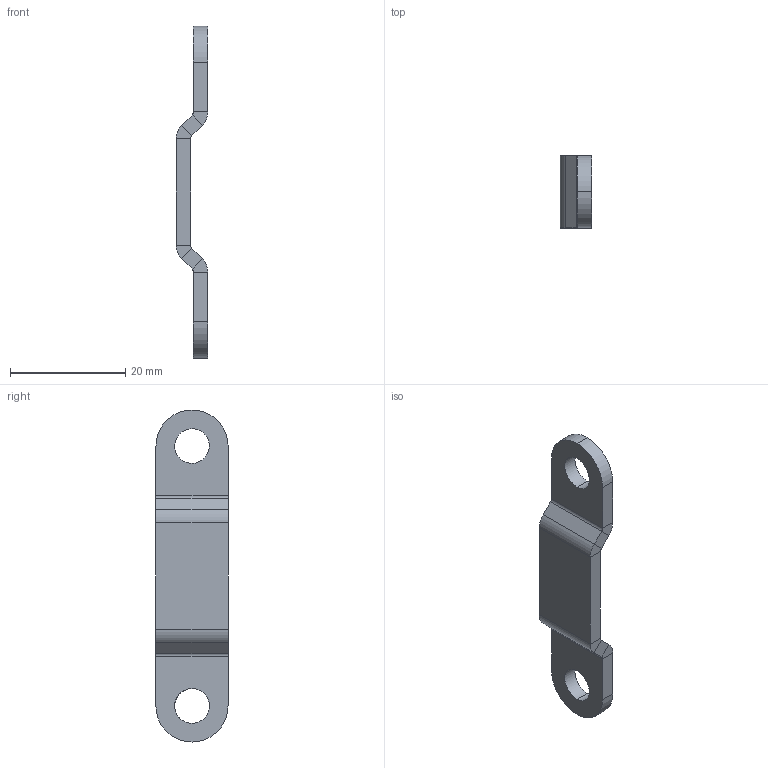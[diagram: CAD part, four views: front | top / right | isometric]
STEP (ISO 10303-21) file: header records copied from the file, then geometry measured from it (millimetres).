
FILE_DESCRIPTION(('CATIA V5 STEP Exchange'),'2;1');
FILE_NAME('Bielle.stp','2019-09-22T10:16:45+00:00',('none'),('none'),'Version 5-6 Release 2013','CATIA V5 STEP AP203','none');
FILE_SCHEMA(('CONFIG_CONTROL_DESIGN'));
Length unit declared in the file: millimetre
Products named in the file (1): Bielle
Bounding box: 5.5 x 12.5 x 57.5 mm (x, y, z)
Volume: 1638.7 mm3; surface area: 1739.1 mm2
Topology: 1 solids, 1 shells, 44 faces, 94 edges, 52 vertices
Faces by surface type: plane 28, cylinder 16
Entity records: 1358 total; most frequent: CARTESIAN_POINT 403, ORIENTED_EDGE 188, DIRECTION 169, EDGE_CURVE 94, AXIS2_PLACEMENT_3D 64, VECTOR 62, LINE 62, VERTEX_POINT 52
